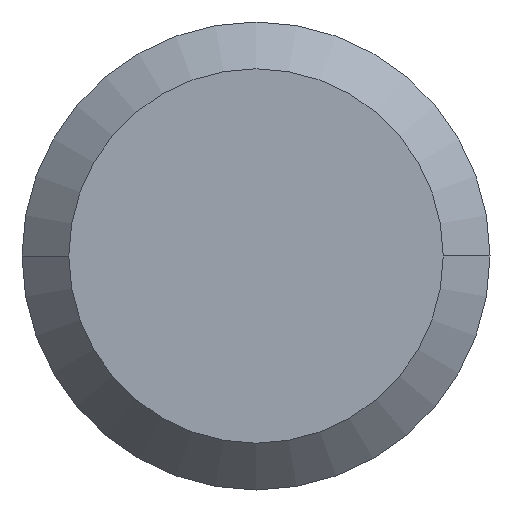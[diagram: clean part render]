
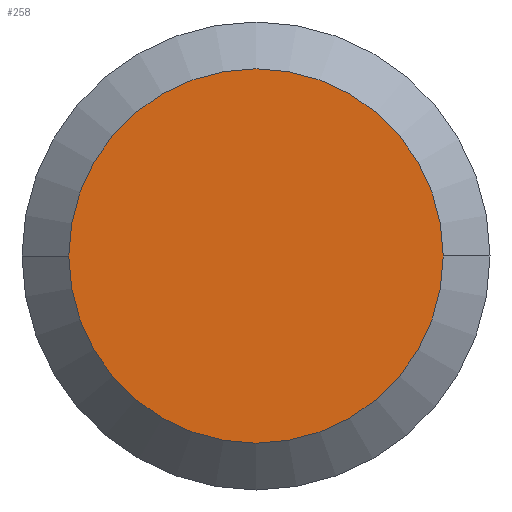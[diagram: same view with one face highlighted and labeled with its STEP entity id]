
A CAD part, left-side view. The second image highlights one B-rep face of the part: STEP entity #258.
In plain terms, the highlighted planar face has unit normal (-1, 0, 0).
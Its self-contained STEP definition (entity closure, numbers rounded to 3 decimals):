
#3 = CARTESIAN_POINT ( 'NONE',  ( -66., 0., 0. ) ) ;
#11 = VERTEX_POINT ( 'NONE', #135 ) ;
#69 = CIRCLE ( 'NONE', #92, 4. ) ;
#75 = CARTESIAN_POINT ( 'NONE',  ( -66., 0., 0. ) ) ;
#80 = FACE_OUTER_BOUND ( 'NONE', #262, .T. ) ;
#81 = AXIS2_PLACEMENT_3D ( 'NONE', #116, #253, #226 ) ;
#82 = DIRECTION ( 'NONE',  ( 1., 0., 0. ) ) ;
#92 = AXIS2_PLACEMENT_3D ( 'NONE', #75, #191, #193 ) ;
#99 = EDGE_CURVE ( 'NONE', #204, #11, #69, .T. ) ;
#103 = CARTESIAN_POINT ( 'NONE',  ( -66., 4., 0. ) ) ;
#116 = CARTESIAN_POINT ( 'NONE',  ( -66., 0., 0. ) ) ;
#128 = ORIENTED_EDGE ( 'NONE', *, *, #99, .F. ) ;
#135 = CARTESIAN_POINT ( 'NONE',  ( -66., -4., 0. ) ) ;
#173 = DIRECTION ( 'NONE',  ( 0., 1., 0. ) ) ;
#191 = DIRECTION ( 'NONE',  ( 1., 0., 0. ) ) ;
#193 = DIRECTION ( 'NONE',  ( 0., 1., 0. ) ) ;
#195 = CIRCLE ( 'NONE', #332, 4. ) ;
#204 = VERTEX_POINT ( 'NONE', #103 ) ;
#226 = DIRECTION ( 'NONE',  ( 0., -1., 0. ) ) ;
#228 = ORIENTED_EDGE ( 'NONE', *, *, #357, .F. ) ;
#253 = DIRECTION ( 'NONE',  ( -1., 0., 0. ) ) ;
#256 = PLANE ( 'NONE',  #81 ) ;
#258 = ADVANCED_FACE ( 'NONE', ( #80 ), #256, .T. ) ;
#262 = EDGE_LOOP ( 'NONE', ( #128, #228 ) ) ;
#332 = AXIS2_PLACEMENT_3D ( 'NONE', #3, #82, #173 ) ;
#357 = EDGE_CURVE ( 'NONE', #11, #204, #195, .T. ) ;
